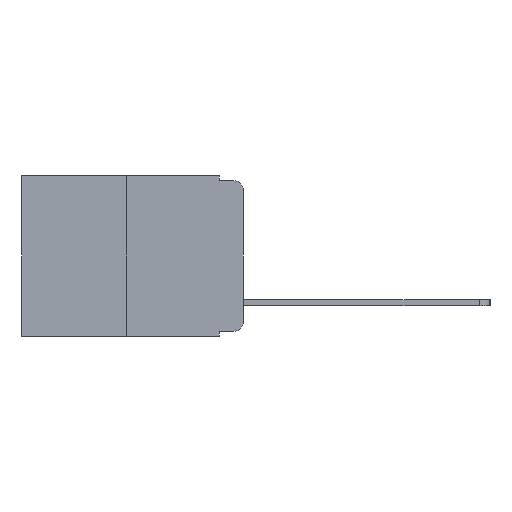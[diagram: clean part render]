
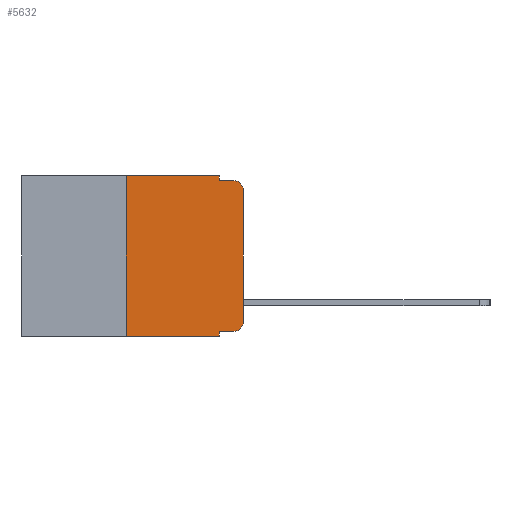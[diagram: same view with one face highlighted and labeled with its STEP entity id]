
A CAD part, left-side view. The second image highlights one B-rep face of the part: STEP entity #5632.
In plain terms, the highlighted planar face has unit normal (-1, 0, 0).
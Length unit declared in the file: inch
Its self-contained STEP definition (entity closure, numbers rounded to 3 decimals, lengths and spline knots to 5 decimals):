
#429 = CARTESIAN_POINT ( 'NONE',  ( 0., 0.25, 0. ) ) ;
#452 = VERTEX_POINT ( 'NONE', #11697 ) ;
#491 = VERTEX_POINT ( 'NONE', #12522 ) ;
#676 = CARTESIAN_POINT ( 'NONE',  ( 0., 0.051, 0. ) ) ;
#813 = AXIS2_PLACEMENT_3D ( 'NONE', #2750, #8442, #3806 ) ;
#978 = VECTOR ( 'NONE', #9338, 39.37008 ) ;
#1365 = ORIENTED_EDGE ( 'NONE', *, *, #10291, .F. ) ;
#1375 = EDGE_CURVE ( 'NONE', #491, #9730, #3982, .T. ) ;
#1406 = VECTOR ( 'NONE', #3957, 39.37008 ) ;
#1722 = VERTEX_POINT ( 'NONE', #9210 ) ;
#1734 = FACE_OUTER_BOUND ( 'NONE', #8872, .T. ) ;
#1744 = LINE ( 'NONE', #10636, #11989 ) ;
#1777 = CARTESIAN_POINT ( 'NONE',  ( 0., 0., -0.313 ) ) ;
#2088 = ORIENTED_EDGE ( 'NONE', *, *, #4808, .T. ) ;
#2523 = CARTESIAN_POINT ( 'NONE',  ( 0., 0., 0. ) ) ;
#2646 = LINE ( 'NONE', #9488, #12750 ) ;
#2750 = CARTESIAN_POINT ( 'NONE',  ( 0., 0.02, -0.03 ) ) ;
#3053 = ORIENTED_EDGE ( 'NONE', *, *, #9876, .F. ) ;
#3579 = DIRECTION ( 'NONE',  ( 0., 0., 1. ) ) ;
#3806 = DIRECTION ( 'NONE',  ( 0., 0., -1. ) ) ;
#3957 = DIRECTION ( 'NONE',  ( 0., 0., -1. ) ) ;
#3982 = LINE ( 'NONE', #11393, #11474 ) ;
#4034 = ORIENTED_EDGE ( 'NONE', *, *, #11757, .F. ) ;
#4220 = DIRECTION ( 'NONE',  ( 0., 0., -1. ) ) ;
#4248 = CIRCLE ( 'NONE', #813, 0.02 ) ;
#4790 = LINE ( 'NONE', #2523, #12181 ) ;
#4808 = EDGE_CURVE ( 'NONE', #12128, #452, #4248, .T. ) ;
#4988 = CARTESIAN_POINT ( 'NONE',  ( 0., 0.473, -0.343 ) ) ;
#5356 = VECTOR ( 'NONE', #12462, 39.37008 ) ;
#5603 = DIRECTION ( 'NONE',  ( 0., -1., 0. ) ) ;
#5632 = ADVANCED_FACE ( 'NONE', ( #1734 ), #6721, .F. ) ;
#5678 = EDGE_CURVE ( 'NONE', #10718, #9730, #6941, .T. ) ;
#5834 = DIRECTION ( 'NONE',  ( 0., -1., 0. ) ) ;
#5854 = CARTESIAN_POINT ( 'NONE',  ( 0., 0.02, -0.313 ) ) ;
#5967 = CIRCLE ( 'NONE', #10345, 0.02 ) ;
#6141 = LINE ( 'NONE', #10625, #10947 ) ;
#6721 = PLANE ( 'NONE',  #10962 ) ;
#6820 = DIRECTION ( 'NONE',  ( 0., 0., -1. ) ) ;
#6941 = LINE ( 'NONE', #4988, #978 ) ;
#6994 = CARTESIAN_POINT ( 'NONE',  ( 0., 0.051, 0. ) ) ;
#7203 = EDGE_CURVE ( 'NONE', #491, #9610, #6141, .T. ) ;
#7492 = CARTESIAN_POINT ( 'NONE',  ( 0., 0., -0.03 ) ) ;
#7812 = DIRECTION ( 'NONE',  ( 0., 0., 1. ) ) ;
#7876 = VERTEX_POINT ( 'NONE', #429 ) ;
#7956 = ORIENTED_EDGE ( 'NONE', *, *, #5678, .T. ) ;
#8166 = ORIENTED_EDGE ( 'NONE', *, *, #1375, .F. ) ;
#8297 = LINE ( 'NONE', #9659, #5356 ) ;
#8432 = EDGE_CURVE ( 'NONE', #9610, #8518, #5967, .T. ) ;
#8442 = DIRECTION ( 'NONE',  ( -1., 0., 0. ) ) ;
#8518 = VERTEX_POINT ( 'NONE', #1777 ) ;
#8526 = VERTEX_POINT ( 'NONE', #6994 ) ;
#8740 = CARTESIAN_POINT ( 'NONE',  ( 0., 0.051, -0.343 ) ) ;
#8872 = EDGE_LOOP ( 'NONE', ( #10489, #2088, #1365, #3053, #9328, #4034, #7956, #8166, #12862, #9090 ) ) ;
#9090 = ORIENTED_EDGE ( 'NONE', *, *, #8432, .T. ) ;
#9210 = CARTESIAN_POINT ( 'NONE',  ( 0., 0.051, -0.01 ) ) ;
#9328 = ORIENTED_EDGE ( 'NONE', *, *, #12797, .F. ) ;
#9338 = DIRECTION ( 'NONE',  ( 0., -1., 0. ) ) ;
#9488 = CARTESIAN_POINT ( 'NONE',  ( 0., 0.051, -0.01 ) ) ;
#9527 = DIRECTION ( 'NONE',  ( 1., 0., 0. ) ) ;
#9551 = LINE ( 'NONE', #676, #1406 ) ;
#9610 = VERTEX_POINT ( 'NONE', #11377 ) ;
#9659 = CARTESIAN_POINT ( 'NONE',  ( 0., 0.473, 0. ) ) ;
#9730 = VERTEX_POINT ( 'NONE', #8740 ) ;
#9876 = EDGE_CURVE ( 'NONE', #8526, #1722, #9551, .T. ) ;
#10291 = EDGE_CURVE ( 'NONE', #1722, #452, #2646, .T. ) ;
#10334 = EDGE_CURVE ( 'NONE', #8518, #12128, #4790, .T. ) ;
#10345 = AXIS2_PLACEMENT_3D ( 'NONE', #5854, #12499, #6820 ) ;
#10489 = ORIENTED_EDGE ( 'NONE', *, *, #10334, .T. ) ;
#10523 = CARTESIAN_POINT ( 'NONE',  ( 0., 0.473, 0. ) ) ;
#10625 = CARTESIAN_POINT ( 'NONE',  ( 0., 0.051, -0.333 ) ) ;
#10636 = CARTESIAN_POINT ( 'NONE',  ( 0., 0.25, 0. ) ) ;
#10718 = VERTEX_POINT ( 'NONE', #11076 ) ;
#10947 = VECTOR ( 'NONE', #5834, 39.37008 ) ;
#10962 = AXIS2_PLACEMENT_3D ( 'NONE', #10523, #9527, #4220 ) ;
#11076 = CARTESIAN_POINT ( 'NONE',  ( 0., 0.25, -0.343 ) ) ;
#11339 = DIRECTION ( 'NONE',  ( 0., 0., -1. ) ) ;
#11377 = CARTESIAN_POINT ( 'NONE',  ( 0., 0.02, -0.333 ) ) ;
#11393 = CARTESIAN_POINT ( 'NONE',  ( 0., 0.051, 0. ) ) ;
#11474 = VECTOR ( 'NONE', #11339, 39.37008 ) ;
#11697 = CARTESIAN_POINT ( 'NONE',  ( 0., 0.02, -0.01 ) ) ;
#11757 = EDGE_CURVE ( 'NONE', #10718, #7876, #1744, .T. ) ;
#11989 = VECTOR ( 'NONE', #7812, 39.37008 ) ;
#12128 = VERTEX_POINT ( 'NONE', #7492 ) ;
#12181 = VECTOR ( 'NONE', #3579, 39.37008 ) ;
#12462 = DIRECTION ( 'NONE',  ( 0., -1., 0. ) ) ;
#12499 = DIRECTION ( 'NONE',  ( -1., 0., 0. ) ) ;
#12522 = CARTESIAN_POINT ( 'NONE',  ( 0., 0.051, -0.333 ) ) ;
#12750 = VECTOR ( 'NONE', #5603, 39.37008 ) ;
#12797 = EDGE_CURVE ( 'NONE', #7876, #8526, #8297, .T. ) ;
#12862 = ORIENTED_EDGE ( 'NONE', *, *, #7203, .T. ) ;
